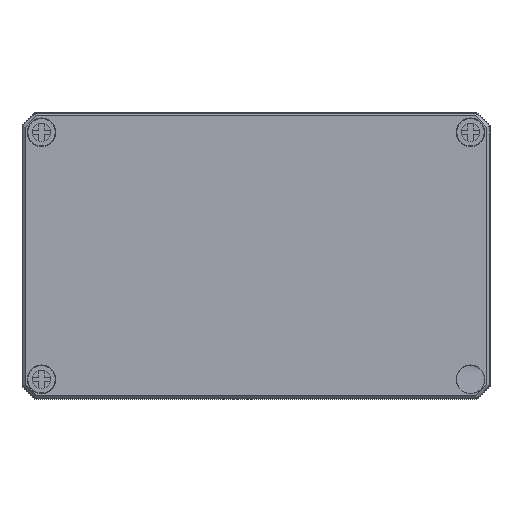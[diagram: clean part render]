
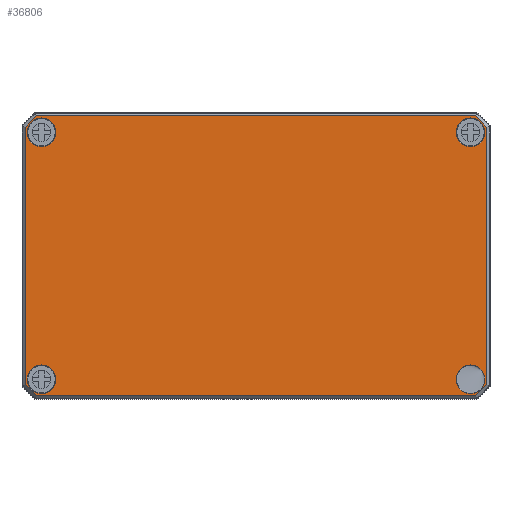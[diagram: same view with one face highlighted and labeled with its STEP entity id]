
A CAD part, top view. The second image highlights one B-rep face of the part: STEP entity #36806.
In plain terms, the highlighted face is planar.
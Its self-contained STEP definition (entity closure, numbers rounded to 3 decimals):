
#2088=FACE_BOUND('',#7276,.T.);
#2089=FACE_BOUND('',#7277,.T.);
#2090=FACE_BOUND('',#7278,.T.);
#2091=FACE_BOUND('',#7279,.T.);
#2804=PLANE('',#39691);
#4940=FACE_OUTER_BOUND('',#7275,.T.);
#7275=EDGE_LOOP('',(#32438,#32439,#32440,#32441,#32442,#32443,#32444,#32445));
#7276=EDGE_LOOP('',(#32446,#32447));
#7277=EDGE_LOOP('',(#32448,#32449));
#7278=EDGE_LOOP('',(#32450,#32451));
#7279=EDGE_LOOP('',(#32452,#32453));
#10155=LINE('',#64956,#12977);
#10156=LINE('',#64958,#12978);
#10157=LINE('',#64960,#12979);
#10158=LINE('',#64962,#12980);
#10159=LINE('',#64964,#12981);
#10160=LINE('',#64966,#12982);
#10161=LINE('',#64968,#12983);
#10162=LINE('',#64969,#12984);
#12977=VECTOR('',#47594,10.);
#12978=VECTOR('',#47595,10.);
#12979=VECTOR('',#47596,10.);
#12980=VECTOR('',#47597,10.);
#12981=VECTOR('',#47598,10.);
#12982=VECTOR('',#47599,10.);
#12983=VECTOR('',#47600,10.);
#12984=VECTOR('',#47601,10.);
#14506=CIRCLE('',#39680,5.525);
#14511=CIRCLE('',#39685,5.525);
#14516=CIRCLE('',#39692,5.525);
#14517=CIRCLE('',#39693,5.525);
#14518=CIRCLE('',#39694,5.525);
#14519=CIRCLE('',#39695,5.525);
#14520=CIRCLE('',#39696,5.525);
#14521=CIRCLE('',#39697,5.525);
#17788=VERTEX_POINT('',#64857);
#17789=VERTEX_POINT('',#64858);
#17810=VERTEX_POINT('',#64954);
#17811=VERTEX_POINT('',#64955);
#17812=VERTEX_POINT('',#64957);
#17813=VERTEX_POINT('',#64959);
#17814=VERTEX_POINT('',#64961);
#17815=VERTEX_POINT('',#64963);
#17816=VERTEX_POINT('',#64965);
#17817=VERTEX_POINT('',#64967);
#17818=VERTEX_POINT('',#64970);
#17819=VERTEX_POINT('',#64971);
#17820=VERTEX_POINT('',#64974);
#17821=VERTEX_POINT('',#64975);
#17822=VERTEX_POINT('',#64978);
#17823=VERTEX_POINT('',#64979);
#22735=EDGE_CURVE('',#17788,#17789,#14506,.T.);
#22740=EDGE_CURVE('',#17789,#17788,#14511,.T.);
#22759=EDGE_CURVE('',#17810,#17811,#10155,.T.);
#22760=EDGE_CURVE('',#17812,#17810,#10156,.T.);
#22761=EDGE_CURVE('',#17813,#17812,#10157,.T.);
#22762=EDGE_CURVE('',#17814,#17813,#10158,.T.);
#22763=EDGE_CURVE('',#17815,#17814,#10159,.T.);
#22764=EDGE_CURVE('',#17816,#17815,#10160,.T.);
#22765=EDGE_CURVE('',#17817,#17816,#10161,.T.);
#22766=EDGE_CURVE('',#17811,#17817,#10162,.T.);
#22767=EDGE_CURVE('',#17818,#17819,#14516,.T.);
#22768=EDGE_CURVE('',#17819,#17818,#14517,.T.);
#22769=EDGE_CURVE('',#17820,#17821,#14518,.T.);
#22770=EDGE_CURVE('',#17821,#17820,#14519,.T.);
#22771=EDGE_CURVE('',#17822,#17823,#14520,.T.);
#22772=EDGE_CURVE('',#17823,#17822,#14521,.T.);
#32438=ORIENTED_EDGE('',*,*,#22759,.F.);
#32439=ORIENTED_EDGE('',*,*,#22760,.F.);
#32440=ORIENTED_EDGE('',*,*,#22761,.F.);
#32441=ORIENTED_EDGE('',*,*,#22762,.F.);
#32442=ORIENTED_EDGE('',*,*,#22763,.F.);
#32443=ORIENTED_EDGE('',*,*,#22764,.F.);
#32444=ORIENTED_EDGE('',*,*,#22765,.F.);
#32445=ORIENTED_EDGE('',*,*,#22766,.F.);
#32446=ORIENTED_EDGE('',*,*,#22767,.F.);
#32447=ORIENTED_EDGE('',*,*,#22768,.F.);
#32448=ORIENTED_EDGE('',*,*,#22769,.F.);
#32449=ORIENTED_EDGE('',*,*,#22770,.F.);
#32450=ORIENTED_EDGE('',*,*,#22771,.F.);
#32451=ORIENTED_EDGE('',*,*,#22772,.F.);
#32452=ORIENTED_EDGE('',*,*,#22735,.F.);
#32453=ORIENTED_EDGE('',*,*,#22740,.F.);
#36806=ADVANCED_FACE('',(#4940,#2088,#2089,#2090,#2091),#2804,.F.);
#39680=AXIS2_PLACEMENT_3D('',#64859,#47569,#47570);
#39685=AXIS2_PLACEMENT_3D('',#64867,#47579,#47580);
#39691=AXIS2_PLACEMENT_3D('',#64953,#47592,#47593);
#39692=AXIS2_PLACEMENT_3D('',#64972,#47602,#47603);
#39693=AXIS2_PLACEMENT_3D('',#64973,#47604,#47605);
#39694=AXIS2_PLACEMENT_3D('',#64976,#47606,#47607);
#39695=AXIS2_PLACEMENT_3D('',#64977,#47608,#47609);
#39696=AXIS2_PLACEMENT_3D('',#64980,#47610,#47611);
#39697=AXIS2_PLACEMENT_3D('',#64981,#47612,#47613);
#47569=DIRECTION('center_axis',(0.,1.,0.));
#47570=DIRECTION('ref_axis',(1.,0.,0.));
#47579=DIRECTION('center_axis',(0.,1.,0.));
#47580=DIRECTION('ref_axis',(1.,0.,0.));
#47592=DIRECTION('center_axis',(0.,-1.,0.));
#47593=DIRECTION('ref_axis',(0.,0.,-1.));
#47594=DIRECTION('',(-0.707,0.,0.707));
#47595=DIRECTION('',(0.,0.,1.));
#47596=DIRECTION('',(0.707,0.,0.707));
#47597=DIRECTION('',(1.,0.,0.));
#47598=DIRECTION('',(0.707,0.,-0.707));
#47599=DIRECTION('',(0.,0.,-1.));
#47600=DIRECTION('',(-0.707,0.,-0.707));
#47601=DIRECTION('',(-1.,0.,0.));
#47602=DIRECTION('center_axis',(0.,1.,0.));
#47603=DIRECTION('ref_axis',(-1.,0.,0.));
#47604=DIRECTION('center_axis',(0.,1.,0.));
#47605=DIRECTION('ref_axis',(-1.,0.,0.));
#47606=DIRECTION('center_axis',(0.,1.,0.));
#47607=DIRECTION('ref_axis',(1.,0.,0.));
#47608=DIRECTION('center_axis',(0.,1.,0.));
#47609=DIRECTION('ref_axis',(1.,0.,0.));
#47610=DIRECTION('center_axis',(0.,1.,0.));
#47611=DIRECTION('ref_axis',(-1.,0.,0.));
#47612=DIRECTION('center_axis',(0.,1.,0.));
#47613=DIRECTION('ref_axis',(-1.,0.,0.));
#64857=CARTESIAN_POINT('',(-88.025,18.,-47.5));
#64858=CARTESIAN_POINT('',(-82.5,18.,-41.975));
#64859=CARTESIAN_POINT('Origin',(-82.5,18.,-47.5));
#64867=CARTESIAN_POINT('Origin',(-82.5,18.,-47.5));
#64953=CARTESIAN_POINT('Origin',(0.,18.,0.));
#64954=CARTESIAN_POINT('',(88.843,18.,49.521));
#64955=CARTESIAN_POINT('',(84.521,18.,53.843));
#64956=CARTESIAN_POINT('',(79.182,18.,59.182));
#64957=CARTESIAN_POINT('',(88.843,18.,-49.521));
#64958=CARTESIAN_POINT('',(88.843,18.,-25.));
#64959=CARTESIAN_POINT('',(84.521,18.,-53.843));
#64960=CARTESIAN_POINT('',(76.682,18.,-61.682));
#64961=CARTESIAN_POINT('',(-84.521,18.,-53.843));
#64962=CARTESIAN_POINT('',(-42.5,18.,-53.843));
#64963=CARTESIAN_POINT('',(-88.843,18.,-49.521));
#64964=CARTESIAN_POINT('',(-79.182,18.,-59.182));
#64965=CARTESIAN_POINT('',(-88.843,18.,49.521));
#64966=CARTESIAN_POINT('',(-88.843,18.,25.));
#64967=CARTESIAN_POINT('',(-84.521,18.,53.843));
#64968=CARTESIAN_POINT('',(-76.682,18.,61.682));
#64969=CARTESIAN_POINT('',(42.5,18.,53.843));
#64970=CARTESIAN_POINT('',(88.025,18.,-47.5));
#64971=CARTESIAN_POINT('',(82.5,18.,-41.975));
#64972=CARTESIAN_POINT('Origin',(82.5,18.,-47.5));
#64973=CARTESIAN_POINT('Origin',(82.5,18.,-47.5));
#64974=CARTESIAN_POINT('',(-88.025,18.,47.5));
#64975=CARTESIAN_POINT('',(-82.5,18.,53.025));
#64976=CARTESIAN_POINT('Origin',(-82.5,18.,47.5));
#64977=CARTESIAN_POINT('Origin',(-82.5,18.,47.5));
#64978=CARTESIAN_POINT('',(88.025,18.,47.5));
#64979=CARTESIAN_POINT('',(82.5,18.,53.025));
#64980=CARTESIAN_POINT('Origin',(82.5,18.,47.5));
#64981=CARTESIAN_POINT('Origin',(82.5,18.,47.5));
